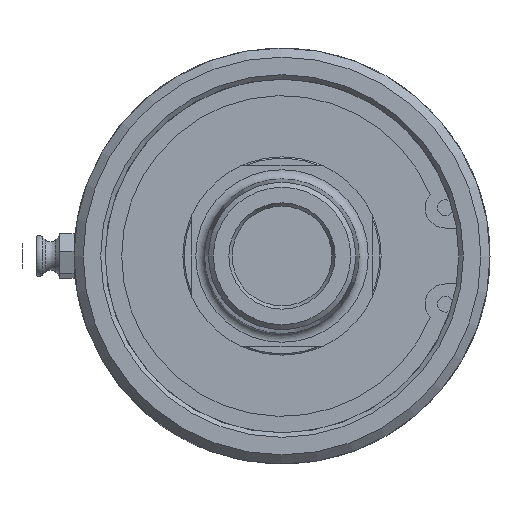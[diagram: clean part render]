
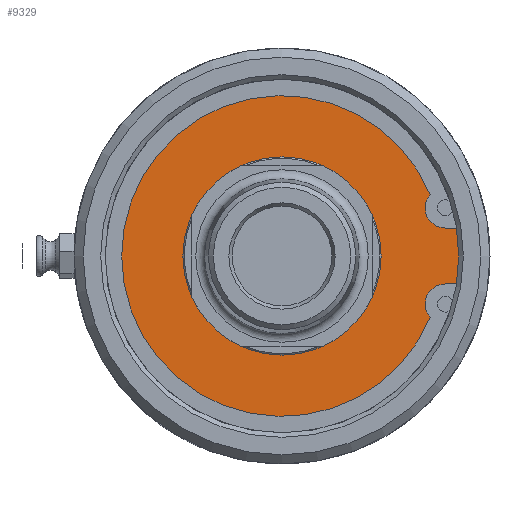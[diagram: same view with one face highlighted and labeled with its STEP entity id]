
A CAD part, left-side view. The second image highlights one B-rep face of the part: STEP entity #9329.
In plain terms, the highlighted planar face has unit normal (-1, 0, 0).
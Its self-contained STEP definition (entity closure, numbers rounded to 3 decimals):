
#455=PLANE('',#9926);
#516=FACE_BOUND('',#1536,.T.);
#964=FACE_OUTER_BOUND('',#1535,.T.);
#1535=EDGE_LOOP('',(#8087,#8088,#8089,#8090,#8091,#8092));
#1536=EDGE_LOOP('',(#8093,#8094));
#2466=CIRCLE('',#9906,3.556);
#2468=CIRCLE('',#9909,28.142);
#2470=CIRCLE('',#9912,3.556);
#2477=CIRCLE('',#9924,33.45);
#2478=CIRCLE('',#9927,17.4);
#2479=CIRCLE('',#9928,17.4);
#2957=LINE('',#24999,#3404);
#2962=LINE('',#25013,#3409);
#3404=VECTOR('',#11401,10.);
#3409=VECTOR('',#11408,10.);
#4226=VERTEX_POINT('',#24996);
#4227=VERTEX_POINT('',#24998);
#4231=VERTEX_POINT('',#25010);
#4232=VERTEX_POINT('',#25012);
#4233=VERTEX_POINT('',#25016);
#4235=VERTEX_POINT('',#25022);
#4238=VERTEX_POINT('',#25044);
#4239=VERTEX_POINT('',#25045);
#5532=EDGE_CURVE('',#4227,#4226,#2957,.T.);
#5538=EDGE_CURVE('',#4232,#4231,#2962,.T.);
#5540=EDGE_CURVE('',#4231,#4233,#2466,.T.);
#5543=EDGE_CURVE('',#4233,#4235,#2468,.T.);
#5546=EDGE_CURVE('',#4235,#4227,#2470,.T.);
#5553=EDGE_CURVE('',#4226,#4232,#2477,.T.);
#5554=EDGE_CURVE('',#4238,#4239,#2478,.T.);
#5555=EDGE_CURVE('',#4239,#4238,#2479,.T.);
#8087=ORIENTED_EDGE('',*,*,#5538,.T.);
#8088=ORIENTED_EDGE('',*,*,#5540,.T.);
#8089=ORIENTED_EDGE('',*,*,#5543,.T.);
#8090=ORIENTED_EDGE('',*,*,#5546,.T.);
#8091=ORIENTED_EDGE('',*,*,#5532,.T.);
#8092=ORIENTED_EDGE('',*,*,#5553,.T.);
#8093=ORIENTED_EDGE('',*,*,#5554,.T.);
#8094=ORIENTED_EDGE('',*,*,#5555,.T.);
#9329=ADVANCED_FACE('',(#964,#516),#455,.F.);
#9906=AXIS2_PLACEMENT_3D('',#25017,#11412,#11413);
#9909=AXIS2_PLACEMENT_3D('',#25023,#11419,#11420);
#9912=AXIS2_PLACEMENT_3D('',#25028,#11426,#11427);
#9924=AXIS2_PLACEMENT_3D('',#25041,#11450,#11451);
#9926=AXIS2_PLACEMENT_3D('',#25043,#11454,#11455);
#9927=AXIS2_PLACEMENT_3D('',#25046,#11456,#11457);
#9928=AXIS2_PLACEMENT_3D('',#25047,#11458,#11459);
#11401=DIRECTION('',(0.,-1.,0.));
#11408=DIRECTION('',(0.,1.,0.));
#11412=DIRECTION('center_axis',(1.,0.,0.));
#11413=DIRECTION('ref_axis',(0.,0.754,0.657));
#11419=DIRECTION('center_axis',(-1.,0.,0.));
#11420=DIRECTION('ref_axis',(0.,0.924,-0.384));
#11426=DIRECTION('center_axis',(1.,0.,0.));
#11427=DIRECTION('ref_axis',(0.,0.,
1.));
#11450=DIRECTION('center_axis',(-1.,0.,0.));
#11451=DIRECTION('ref_axis',(0.,1.,0.));
#11454=DIRECTION('center_axis',(1.,0.,0.));
#11455=DIRECTION('ref_axis',(0.,0.,-1.));
#11456=DIRECTION('center_axis',(1.,0.,0.));
#11457=DIRECTION('ref_axis',(0.,1.,0.));
#11458=DIRECTION('center_axis',(1.,0.,0.));
#11459=DIRECTION('ref_axis',(0.,1.,0.));
#24996=CARTESIAN_POINT('',(6.08,-33.089,-4.902));
#24998=CARTESIAN_POINT('',(6.08,-28.672,-4.902));
#24999=CARTESIAN_POINT('',(6.08,-8.182,-4.902));
#25010=CARTESIAN_POINT('',(6.08,-28.672,4.902));
#25012=CARTESIAN_POINT('',(6.08,-33.089,4.902));
#25013=CARTESIAN_POINT('',(6.08,-5.974,4.902));
#25016=CARTESIAN_POINT('',(6.08,-25.99,10.793));
#25017=CARTESIAN_POINT('Origin',(6.08,-28.672,8.458));
#25022=CARTESIAN_POINT('',(6.08,-25.99,-10.793));
#25023=CARTESIAN_POINT('Origin',(6.08,0.,
0.));
#25028=CARTESIAN_POINT('Origin',(6.08,-28.672,-8.458));
#25041=CARTESIAN_POINT('Origin',(6.08,0.,0.));
#25043=CARTESIAN_POINT('Origin',(6.08,16.725,0.));
#25044=CARTESIAN_POINT('',(6.08,17.4,0.));
#25045=CARTESIAN_POINT('',(6.08,-17.4,0.));
#25046=CARTESIAN_POINT('Origin',(6.08,0.,
0.));
#25047=CARTESIAN_POINT('Origin',(6.08,0.,
0.));
